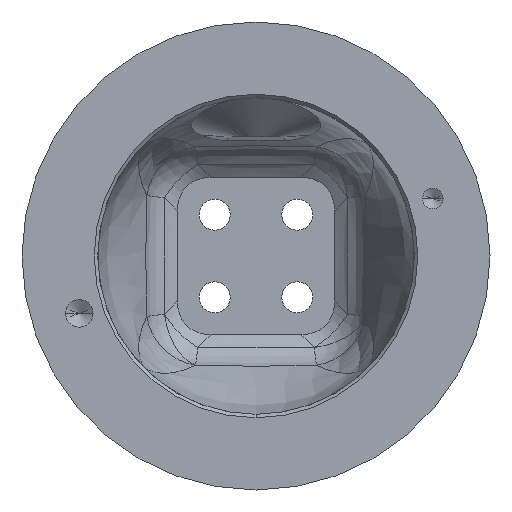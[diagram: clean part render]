
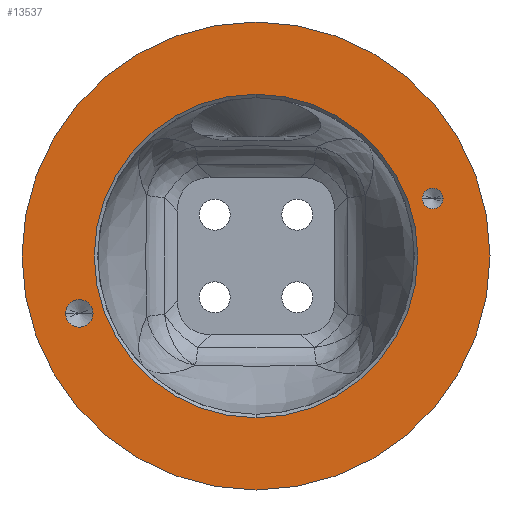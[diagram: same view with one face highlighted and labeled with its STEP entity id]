
A CAD part, front view. The second image highlights one B-rep face of the part: STEP entity #13537.
In plain terms, the highlighted planar face has unit normal (0, -1, 0).
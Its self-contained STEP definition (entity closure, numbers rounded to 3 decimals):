
#4081=CARTESIAN_POINT('',(0.,-11.,0.));
#4082=DIRECTION('',(0.,-1.,0.));
#4083=DIRECTION('',(0.,0.,1.));
#4084=AXIS2_PLACEMENT_3D('',#4081,#4082,#4083);
#4086=CARTESIAN_POINT('',(0.,-11.,0.));
#4087=DIRECTION('',(0.,1.,0.));
#4088=DIRECTION('',(0.,0.,1.));
#4089=AXIS2_PLACEMENT_3D('',#4086,#4087,#4088);
#4091=CARTESIAN_POINT('',(0.,-11.,0.));
#4092=DIRECTION('',(0.,-1.,0.));
#4093=DIRECTION('',(0.,0.,1.));
#4094=AXIS2_PLACEMENT_3D('',#4091,#4092,#4093);
#4096=CARTESIAN_POINT('',(0.,-11.,0.));
#4097=DIRECTION('',(0.,-1.,0.));
#4098=DIRECTION('',(0.,0.,-1.));
#4099=AXIS2_PLACEMENT_3D('',#4096,#4097,#4098);
#4101=CARTESIAN_POINT('',(25.679,-11.,8.343));
#4102=DIRECTION('',(0.,-1.,0.));
#4103=DIRECTION('',(-1.,0.,0.));
#4104=AXIS2_PLACEMENT_3D('',#4101,#4102,#4103);
#4106=CARTESIAN_POINT('',(25.679,-11.,8.343));
#4107=DIRECTION('',(0.,-1.,0.));
#4108=DIRECTION('',(1.,0.,0.));
#4109=AXIS2_PLACEMENT_3D('',#4106,#4107,#4108);
#4111=CARTESIAN_POINT('',(-25.679,-11.,-8.343));
#4112=DIRECTION('',(0.,-1.,0.));
#4113=DIRECTION('',(-1.,0.,0.));
#4114=AXIS2_PLACEMENT_3D('',#4111,#4112,#4113);
#4116=CARTESIAN_POINT('',(-25.679,-11.,-8.343));
#4117=DIRECTION('',(0.,-1.,0.));
#4118=DIRECTION('',(1.,0.,0.));
#4119=AXIS2_PLACEMENT_3D('',#4116,#4117,#4118);
#4432=CARTESIAN_POINT('',(0.,-11.,34.));
#4434=VERTEX_POINT('',#4432);
#4436=CARTESIAN_POINT('',(0.,-11.,-34.));
#4438=VERTEX_POINT('',#4436);
#4451=CARTESIAN_POINT('',(0.,-11.,23.5));
#4452=CARTESIAN_POINT('',(0.,-11.,-23.5));
#4453=VERTEX_POINT('',#4451);
#4454=VERTEX_POINT('',#4452);
#4742=CARTESIAN_POINT('',(24.179,-11.,8.343));
#4743=CARTESIAN_POINT('',(27.179,-11.,8.343));
#4744=VERTEX_POINT('',#4742);
#4745=VERTEX_POINT('',#4743);
#4752=CARTESIAN_POINT('',(-27.679,-11.,-8.343));
#4753=CARTESIAN_POINT('',(-23.679,-11.,-8.343));
#4754=VERTEX_POINT('',#4752);
#4755=VERTEX_POINT('',#4753);
#13510=CARTESIAN_POINT('',(0.,-11.,0.));
#13511=DIRECTION('',(0.,1.,0.));
#13512=DIRECTION('',(0.,0.,-1.));
#13513=AXIS2_PLACEMENT_3D('',#13510,#13511,#13512);
#13514=PLANE('',#13513);
#13516=ORIENTED_EDGE('',*,*,#13515,.F.);
#13518=ORIENTED_EDGE('',*,*,#13517,.T.);
#13519=EDGE_LOOP('',(#13516,#13518));
#13520=FACE_OUTER_BOUND('',#13519,.F.);
#13521=ORIENTED_EDGE('',*,*,#13504,.T.);
#13522=ORIENTED_EDGE('',*,*,#13490,.T.);
#13523=EDGE_LOOP('',(#13521,#13522));
#13524=FACE_BOUND('',#13523,.F.);
#13526=ORIENTED_EDGE('',*,*,#13525,.T.);
#13528=ORIENTED_EDGE('',*,*,#13527,.T.);
#13529=EDGE_LOOP('',(#13526,#13528));
#13530=FACE_BOUND('',#13529,.F.);
#13532=ORIENTED_EDGE('',*,*,#13531,.T.);
#13534=ORIENTED_EDGE('',*,*,#13533,.T.);
#13535=EDGE_LOOP('',(#13532,#13534));
#13536=FACE_BOUND('',#13535,.F.);
#4085=CIRCLE('',#4084,34.);
#4090=CIRCLE('',#4089,34.);
#4095=CIRCLE('',#4094,23.5);
#4100=CIRCLE('',#4099,23.5);
#4105=CIRCLE('',#4104,1.5);
#4110=CIRCLE('',#4109,1.5);
#4115=CIRCLE('',#4114,2.);
#4120=CIRCLE('',#4119,2.);
#13490=EDGE_CURVE('',#4454,#4453,#4100,.T.);
#13504=EDGE_CURVE('',#4453,#4454,#4095,.T.);
#13515=EDGE_CURVE('',#4434,#4438,#4085,.T.);
#13517=EDGE_CURVE('',#4434,#4438,#4090,.T.);
#13525=EDGE_CURVE('',#4744,#4745,#4105,.T.);
#13527=EDGE_CURVE('',#4745,#4744,#4110,.T.);
#13531=EDGE_CURVE('',#4754,#4755,#4115,.T.);
#13533=EDGE_CURVE('',#4755,#4754,#4120,.T.);
#13537=ADVANCED_FACE('',(#13520,#13524,#13530,#13536),#13514,.F.);
